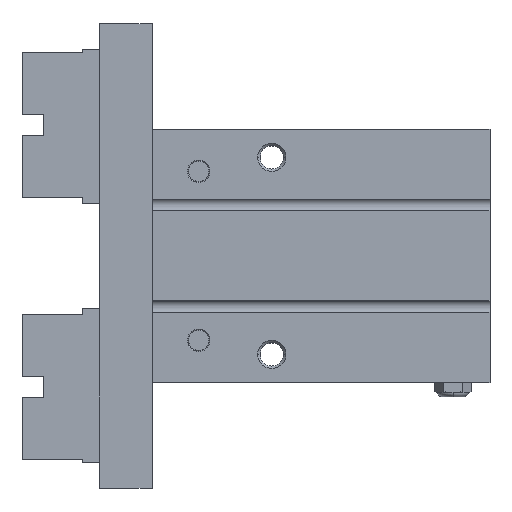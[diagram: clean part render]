
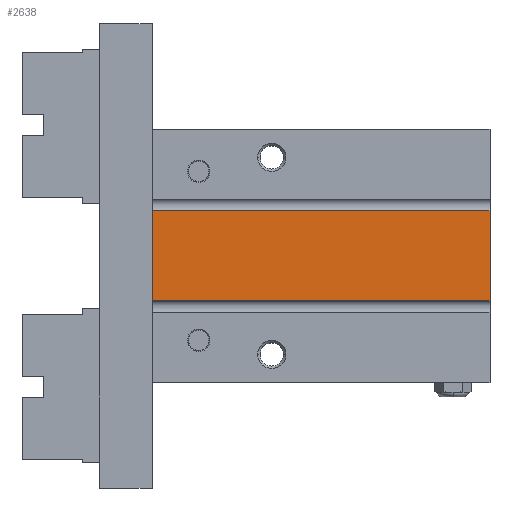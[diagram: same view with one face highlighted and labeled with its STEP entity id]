
A CAD part, top view. The second image highlights one B-rep face of the part: STEP entity #2638.
In plain terms, the highlighted planar face has unit normal (0, 0, 1).
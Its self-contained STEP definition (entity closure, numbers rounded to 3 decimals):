
#25 = VERTEX_POINT ( 'NONE', #5737 ) ;
#200 = CARTESIAN_POINT ( 'NONE',  ( -96., 12.75, 23.7 ) ) ;
#378 = VECTOR ( 'NONE', #3452, 1000. ) ;
#939 = EDGE_CURVE ( 'NONE', #8346, #3865, #4568, .T. ) ;
#1252 = LINE ( 'NONE', #6130, #4472 ) ;
#2002 = PLANE ( 'NONE',  #4561 ) ;
#2191 = ORIENTED_EDGE ( 'NONE', *, *, #5983, .F. ) ;
#2638 = ADVANCED_FACE ( 'NONE', ( #4112 ), #2002, .T. ) ;
#2654 = DIRECTION ( 'NONE',  ( 0., 0., 1. ) ) ;
#2880 = CARTESIAN_POINT ( 'NONE',  ( 0., 12.75, 23.7 ) ) ;
#3034 = CARTESIAN_POINT ( 'NONE',  ( -96., 12.75, 23.7 ) ) ;
#3069 = VECTOR ( 'NONE', #7378, 1000. ) ;
#3286 = CARTESIAN_POINT ( 'NONE',  ( 0., -12.75, 23.7 ) ) ;
#3346 = CARTESIAN_POINT ( 'NONE',  ( 0., 12.75, 23.7 ) ) ;
#3452 = DIRECTION ( 'NONE',  ( 1., 0., 0. ) ) ;
#3595 = LINE ( 'NONE', #5995, #378 ) ;
#3668 = EDGE_CURVE ( 'NONE', #4946, #25, #6305, .T. ) ;
#3865 = VERTEX_POINT ( 'NONE', #3286 ) ;
#4112 = FACE_OUTER_BOUND ( 'NONE', #6931, .T. ) ;
#4373 = EDGE_CURVE ( 'NONE', #25, #3865, #3595, .T. ) ;
#4472 = VECTOR ( 'NONE', #6781, 1000. ) ;
#4561 = AXIS2_PLACEMENT_3D ( 'NONE', #7777, #2654, #7151 ) ;
#4568 = LINE ( 'NONE', #2880, #3069 ) ;
#4787 = ORIENTED_EDGE ( 'NONE', *, *, #4373, .T. ) ;
#4946 = VERTEX_POINT ( 'NONE', #200 ) ;
#5369 = ORIENTED_EDGE ( 'NONE', *, *, #939, .F. ) ;
#5627 = DIRECTION ( 'NONE',  ( 0., -1., 0. ) ) ;
#5737 = CARTESIAN_POINT ( 'NONE',  ( -96., -12.75, 23.7 ) ) ;
#5983 = EDGE_CURVE ( 'NONE', #4946, #8346, #1252, .T. ) ;
#5995 = CARTESIAN_POINT ( 'NONE',  ( -96., -12.75, 23.7 ) ) ;
#6107 = VECTOR ( 'NONE', #5627, 1000. ) ;
#6130 = CARTESIAN_POINT ( 'NONE',  ( -96., 12.75, 23.7 ) ) ;
#6305 = LINE ( 'NONE', #3034, #6107 ) ;
#6781 = DIRECTION ( 'NONE',  ( 1., 0., 0. ) ) ;
#6931 = EDGE_LOOP ( 'NONE', ( #5369, #2191, #7137, #4787 ) ) ;
#7137 = ORIENTED_EDGE ( 'NONE', *, *, #3668, .T. ) ;
#7151 = DIRECTION ( 'NONE',  ( 1., 0., 0. ) ) ;
#7378 = DIRECTION ( 'NONE',  ( 0., -1., 0. ) ) ;
#7777 = CARTESIAN_POINT ( 'NONE',  ( -96., 12.75, 23.7 ) ) ;
#8346 = VERTEX_POINT ( 'NONE', #3346 ) ;
